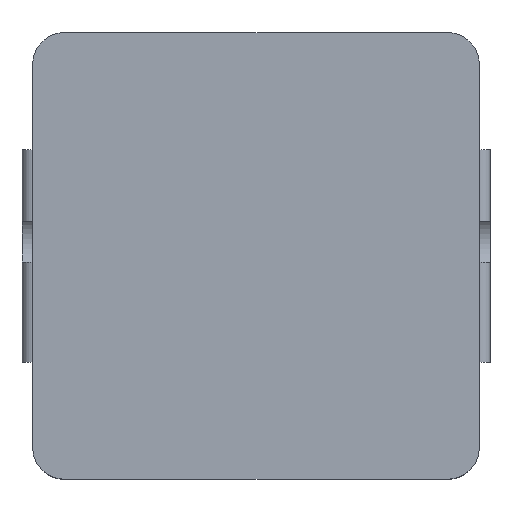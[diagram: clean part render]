
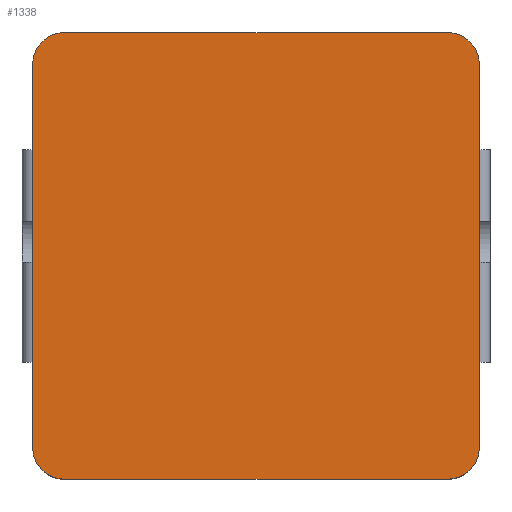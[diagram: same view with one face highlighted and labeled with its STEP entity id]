
A CAD part, top view. The second image highlights one B-rep face of the part: STEP entity #1338.
In plain terms, the highlighted planar face has unit normal (0, 0, 1).
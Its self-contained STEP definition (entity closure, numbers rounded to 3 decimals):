
#1228 = VERTEX_POINT('',#1229);
#1229 = CARTESIAN_POINT('',(-1.8,2.1,
    1.1));
#1235 = EDGE_CURVE('',#1228,#1236,#1238,.T.);
#1236 = VERTEX_POINT('',#1237);
#1237 = CARTESIAN_POINT('',(1.8,2.1,1.1
    ));
#1238 = LINE('',#1239,#1240);
#1239 = CARTESIAN_POINT('',(0.,2.1,
    1.1));
#1240 = VECTOR('',#1241,1.);
#1241 = DIRECTION('',(1.,0.,0.));
#1259 = VERTEX_POINT('',#1260);
#1260 = CARTESIAN_POINT('',(-2.1,-1.8,
    1.1));
#1266 = EDGE_CURVE('',#1259,#1267,#1269,.T.);
#1267 = VERTEX_POINT('',#1268);
#1268 = CARTESIAN_POINT('',(-2.1,1.8,
    1.1));
#1269 = LINE('',#1270,#1271);
#1270 = CARTESIAN_POINT('',(-2.1,0.,
    1.1));
#1271 = VECTOR('',#1272,1.);
#1272 = DIRECTION('',(0.,1.,0.));
#1311 = EDGE_CURVE('',#1312,#1314,#1316,.T.);
#1312 = VERTEX_POINT('',#1313);
#1313 = CARTESIAN_POINT('',(1.8,-2.1,
    1.1));
#1314 = VERTEX_POINT('',#1315);
#1315 = CARTESIAN_POINT('',(-1.8,-2.1,
    1.1));
#1316 = LINE('',#1317,#1318);
#1317 = CARTESIAN_POINT('',(0.,-2.1,
    1.1));
#1318 = VECTOR('',#1319,1.);
#1319 = DIRECTION('',(-1.,0.,0.));
#1338 = ADVANCED_FACE('',(#1339),#1382,.T.);
#1339 = FACE_BOUND('',#1340,.T.);
#1340 = EDGE_LOOP('',(#1341,#1342,#1349,#1350,#1359,#1367,#1374,#1375));
#1341 = ORIENTED_EDGE('',*,*,#1266,.F.);
#1342 = ORIENTED_EDGE('',*,*,#1343,.T.);
#1343 = EDGE_CURVE('',#1259,#1314,#1344,.T.);
#1344 = CIRCLE('',#1345,0.3);
#1345 = AXIS2_PLACEMENT_3D('',#1346,#1347,#1348);
#1346 = CARTESIAN_POINT('',(-1.8,-1.8,
    1.1));
#1347 = DIRECTION('',(0.,0.,1.));
#1348 = DIRECTION('',(0.,-1.,0.));
#1349 = ORIENTED_EDGE('',*,*,#1311,.F.);
#1350 = ORIENTED_EDGE('',*,*,#1351,.T.);
#1351 = EDGE_CURVE('',#1312,#1352,#1354,.T.);
#1352 = VERTEX_POINT('',#1353);
#1353 = CARTESIAN_POINT('',(2.1,-1.8,
    1.1));
#1354 = CIRCLE('',#1355,0.3);
#1355 = AXIS2_PLACEMENT_3D('',#1356,#1357,#1358);
#1356 = CARTESIAN_POINT('',(1.8,-1.8,
    1.1));
#1357 = DIRECTION('',(0.,0.,1.));
#1358 = DIRECTION('',(0.,-1.,0.));
#1359 = ORIENTED_EDGE('',*,*,#1360,.F.);
#1360 = EDGE_CURVE('',#1361,#1352,#1363,.T.);
#1361 = VERTEX_POINT('',#1362);
#1362 = CARTESIAN_POINT('',(2.1,1.8,1.1
    ));
#1363 = LINE('',#1364,#1365);
#1364 = CARTESIAN_POINT('',(2.1,0.,
    1.1));
#1365 = VECTOR('',#1366,1.);
#1366 = DIRECTION('',(0.,-1.,0.));
#1367 = ORIENTED_EDGE('',*,*,#1368,.T.);
#1368 = EDGE_CURVE('',#1361,#1236,#1369,.T.);
#1369 = CIRCLE('',#1370,0.3);
#1370 = AXIS2_PLACEMENT_3D('',#1371,#1372,#1373);
#1371 = CARTESIAN_POINT('',(1.8,1.8,1.1
    ));
#1372 = DIRECTION('',(0.,0.,1.));
#1373 = DIRECTION('',(0.,-1.,0.));
#1374 = ORIENTED_EDGE('',*,*,#1235,.F.);
#1375 = ORIENTED_EDGE('',*,*,#1376,.T.);
#1376 = EDGE_CURVE('',#1228,#1267,#1377,.T.);
#1377 = CIRCLE('',#1378,0.3);
#1378 = AXIS2_PLACEMENT_3D('',#1379,#1380,#1381);
#1379 = CARTESIAN_POINT('',(-1.8,1.8,
    1.1));
#1380 = DIRECTION('',(0.,0.,1.));
#1381 = DIRECTION('',(0.,-1.,0.));
#1382 = PLANE('',#1383);
#1383 = AXIS2_PLACEMENT_3D('',#1384,#1385,#1386);
#1384 = CARTESIAN_POINT('',(0.,0.,
    1.1));
#1385 = DIRECTION('',(0.,0.,1.));
#1386 = DIRECTION('',(-1.,0.,0.));
